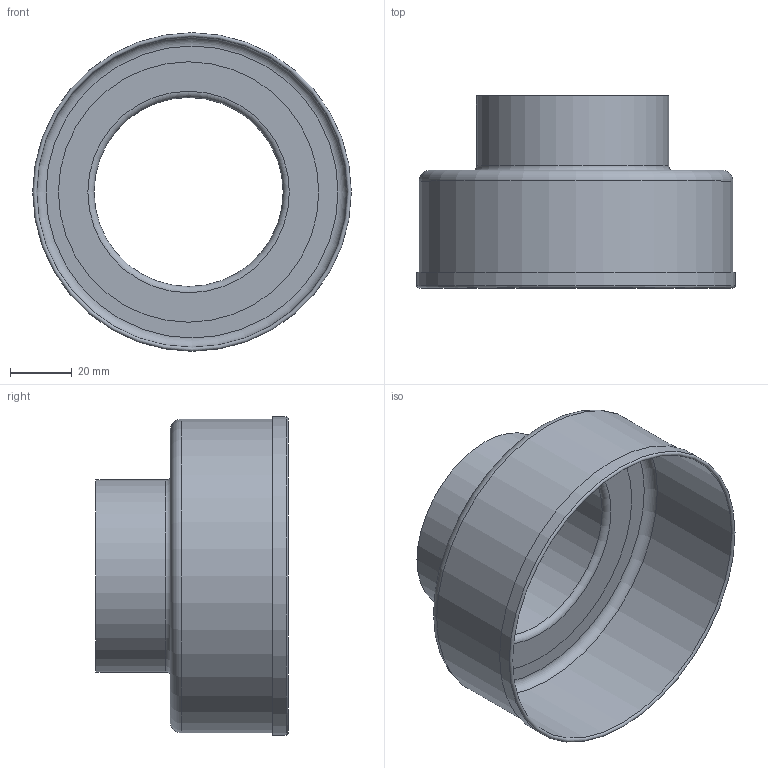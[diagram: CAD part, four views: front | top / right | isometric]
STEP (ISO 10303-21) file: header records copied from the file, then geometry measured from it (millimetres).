
FILE_DESCRIPTION((''),'2;1');
FILE_NAME('HFEM_100-63.stp','2014-02-19T14:49:03',(''),(''),'Autodesk Inventor 2013','Autodesk Inventor 2013','');
FILE_SCHEMA(('AUTOMOTIVE_DESIGN { 1 2 10303 214 0 1 1 1 }'));
Length unit declared in the file: millimetre
Products named in the file (3): HFEM_100-63; FD10003; HSN-63
Assembly tree (2 placements, depth 2):
  HFEM_100-63
    FD10003
    HSN-63
Bounding box: 102.85 x 62 x 102.85 mm (x, y, z)
Volume: 12450.8 mm3; surface area: 49958.4 mm2
Topology: 2 solids, 2 shells, 20 faces, 35 edges, 21 vertices
Faces by surface type: cylinder 8, plane 6, torus 6
Full cylindrical faces by diameter (mm): 61.05 x1, 62.05 x1, 67.05 x1, 84.05 x1, 100.25 x1, 101.25 x1, 101.85 x1, 102.85 x1
Entity records: 512 total; most frequent: DIRECTION 90, CARTESIAN_POINT 65, AXIS2_PLACEMENT_3D 45, ORIENTED_EDGE 40, EDGE_LOOP 40, VERTEX_POINT 20, CIRCLE 20, EDGE_CURVE 20
